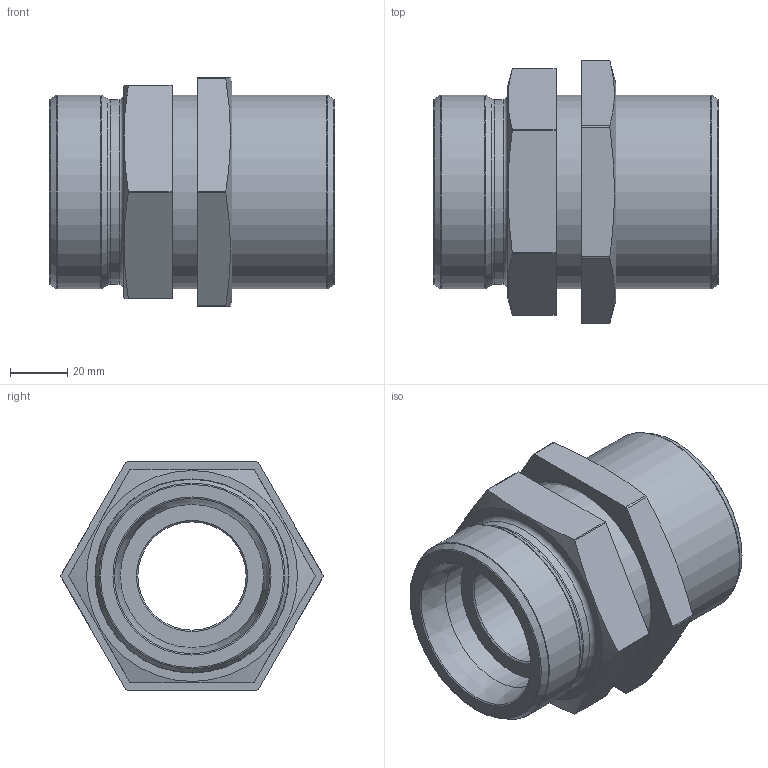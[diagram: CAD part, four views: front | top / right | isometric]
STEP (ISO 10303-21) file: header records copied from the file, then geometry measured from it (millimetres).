
FILE_DESCRIPTION(/* description */ (''),/* implementation_level */ '2;1');
FILE_NAME(/* name */ 'X-GSV50.stp',/* time_stamp */ '2025-01-17T12:06:43+01:00',/* author */ (''),/* organization */ (''),/* preprocessor_version */ 'ST-DEVELOPER v16',/* originating_system */ 'SIEMENS PLM Software NX 10.0',/* authorisation */ '');
FILE_SCHEMA (('AP203_CONFIGURATION_CONTROLLED_3D_DESIGN_OF_MECHANICAL_PARTS_AND_ASSEMBLIES_MIM_LF { 1 0 10303 403 2 1 2}'));
Length unit declared in the file: millimetre
Products named in the file (1): nwer2E2075E97zqk
Bounding box: 100 x 92 x 80 mm (x, y, z)
Volume: 257409.7 mm3; surface area: 51203.6 mm2
Topology: 2 solids, 2 shells, 62 faces, 145 edges, 91 vertices
Faces by surface type: plane 20, cylinder 19, torus 12, cone 11
Full cylindrical faces by diameter (mm): 38 x1, 50.26 x2, 64.9 x1, 66 x1, 68 x2
Entity records: 1740 total; most frequent: CARTESIAN_POINT 379, DIRECTION 270, ORIENTED_EDGE 216, AXIS2_PLACEMENT_3D 117, EDGE_CURVE 108, EDGE_LOOP 100, VERTEX_POINT 84, FACE_BOUND 76
